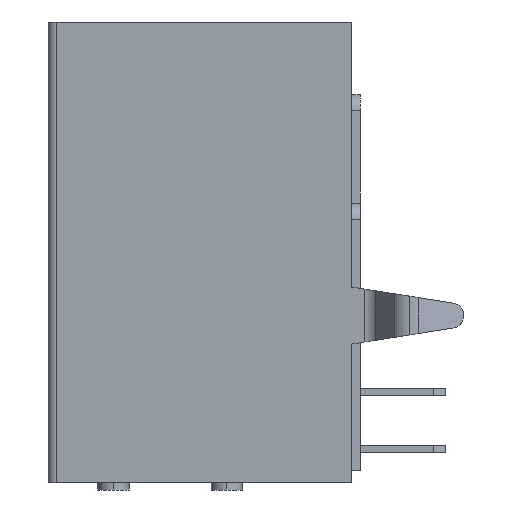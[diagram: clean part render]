
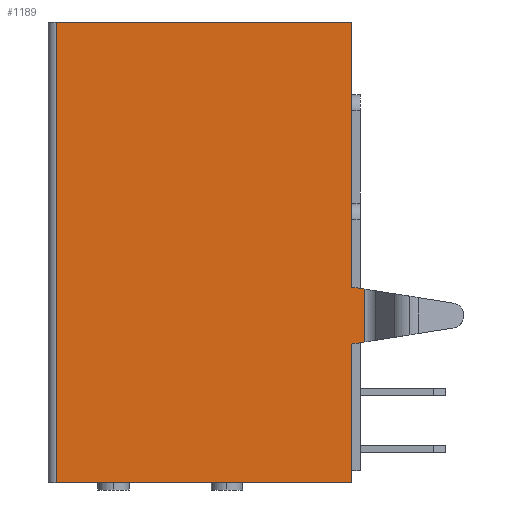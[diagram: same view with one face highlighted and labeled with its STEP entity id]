
A CAD part, left-side view. The second image highlights one B-rep face of the part: STEP entity #1189.
In plain terms, the highlighted planar face has unit normal (-1, 0, 0).
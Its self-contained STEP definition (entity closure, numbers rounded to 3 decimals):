
#1189=ADVANCED_FACE('',(#3097),#3098,.T.);
#1711=VERTEX_POINT('',#3645);
#1715=VERTEX_POINT('',#3649);
#1717=EDGE_CURVE('',#1715,#1711,#3651,.T.);
#1743=VERTEX_POINT('',#3677);
#1747=VERTEX_POINT('',#3681);
#1749=EDGE_CURVE('',#1747,#1743,#3683,.T.);
#2415=VERTEX_POINT('',#4349);
#2417=EDGE_CURVE('',#2415,#1747,#4351,.T.);
#2513=VERTEX_POINT('',#4447);
#2517=EDGE_CURVE('',#1711,#2513,#4451,.T.);
#2575=VERTEX_POINT('',#4509);
#2577=EDGE_CURVE('',#2575,#1715,#4511,.T.);
#2611=VERTEX_POINT('',#4545);
#2613=EDGE_CURVE('',#2611,#2575,#4547,.T.);
#2617=EDGE_CURVE('',#1743,#2611,#4551,.T.);
#2619=EDGE_CURVE('',#2415,#2513,#4553,.T.);
#3097=FACE_OUTER_BOUND('',#5021,.T.);
#3098=PLANE('',#5022);
#3645=CARTESIAN_POINT('',(-6.,0.,-11.353));
#3649=CARTESIAN_POINT('',(-6.,0.,-16.25));
#3651=LINE('',#5848,#5849);
#3677=CARTESIAN_POINT('',(-6.,0.,0.));
#3681=CARTESIAN_POINT('',(-6.,0.,-9.347));
#3683=LINE('',#5896,#5897);
#4349=CARTESIAN_POINT('',(-6.,-0.452,-9.418));
#4351=LINE('',#6936,#6937);
#4447=CARTESIAN_POINT('',(-6.,-0.452,-11.282));
#4451=LINE('',#7084,#7085);
#4509=CARTESIAN_POINT('',(-6.,10.403,-16.25));
#4511=LINE('',#7182,#7183);
#4545=CARTESIAN_POINT('',(-6.,10.403,0.));
#4547=LINE('',#7237,#7238);
#4551=LINE('',#7244,#7245);
#4553=LINE('',#7248,#7249);
#5021=EDGE_LOOP('',(#8667,#8668,#8669,#8670,#8671,#8672,#8673,#8674));
#5022=AXIS2_PLACEMENT_3D('',#8675,#8676,#8677);
#5848=CARTESIAN_POINT('',(-6.,0.,-5.676));
#5849=VECTOR('',#8992,1.0);
#5896=CARTESIAN_POINT('',(-6.,0.,0.502));
#5897=VECTOR('',#9000,1.0);
#6936=CARTESIAN_POINT('',(-6.,5.793,-8.436));
#6937=VECTOR('',#9266,1.0);
#7084=CARTESIAN_POINT('',(-6.,2.421,-11.734));
#7085=VECTOR('',#9320,1.0);
#7182=CARTESIAN_POINT('',(-6.,-0.452,-16.25));
#7183=VECTOR('',#9354,1.0);
#7237=CARTESIAN_POINT('',(-6.,10.403,0.));
#7238=VECTOR('',#9371,1.0);
#7244=CARTESIAN_POINT('',(-6.,-0.452,0.));
#7245=VECTOR('',#9375,1.0);
#7248=CARTESIAN_POINT('',(-6.,-0.452,0.));
#7249=VECTOR('',#9376,1.0);
#8667=ORIENTED_EDGE('',*,*,#1749,.T.);
#8668=ORIENTED_EDGE('',*,*,#2617,.T.);
#8669=ORIENTED_EDGE('',*,*,#2613,.T.);
#8670=ORIENTED_EDGE('',*,*,#2577,.T.);
#8671=ORIENTED_EDGE('',*,*,#1717,.T.);
#8672=ORIENTED_EDGE('',*,*,#2517,.T.);
#8673=ORIENTED_EDGE('',*,*,#2619,.F.);
#8674=ORIENTED_EDGE('',*,*,#2417,.T.);
#8675=CARTESIAN_POINT('',(-6.,10.403,0.));
#8676=DIRECTION('',(-1.0,0.,0.));
#8677=DIRECTION('',(0.,0.0,1.0));
#8992=DIRECTION('',(0.,0.,1.0));
#9000=DIRECTION('',(0.,0.,1.0));
#9266=DIRECTION('',(0.,0.988,0.155));
#9320=DIRECTION('',(0.,-0.988,0.155));
#9354=DIRECTION('',(0.,-1.0,0.));
#9371=DIRECTION('',(0.,0.0,-1.0));
#9375=DIRECTION('',(0.,1.0,0.));
#9376=DIRECTION('',(0.,0.0,-1.0));
